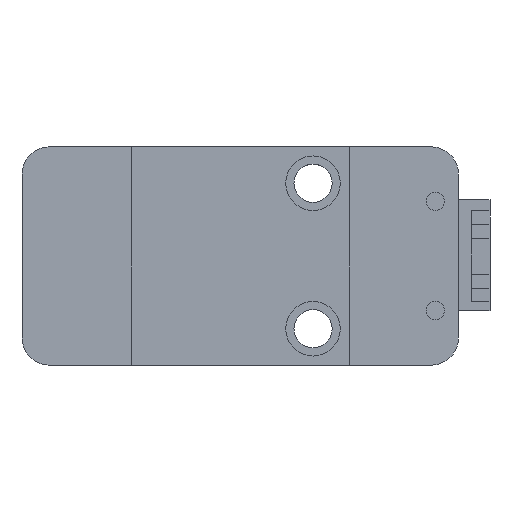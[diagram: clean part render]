
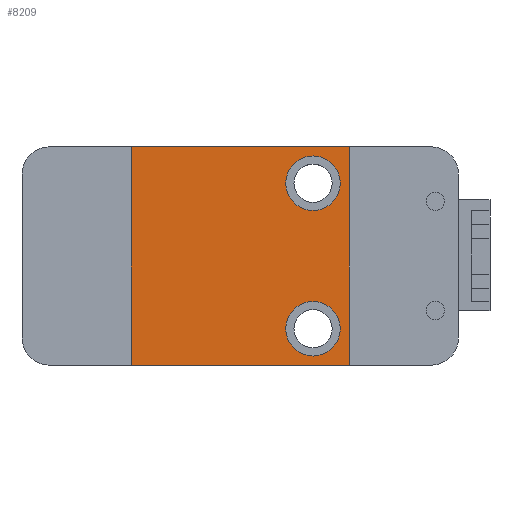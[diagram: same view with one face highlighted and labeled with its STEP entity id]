
A CAD part, top view. The second image highlights one B-rep face of the part: STEP entity #8209.
In plain terms, the highlighted planar face has unit normal (0, 0, 1).
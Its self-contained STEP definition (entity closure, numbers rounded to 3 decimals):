
#36 = DIRECTION ( 'NONE',  ( 1., 0., 0. ) ) ;
#208 = CIRCLE ( 'NONE', #10932, 3. ) ;
#241 = LINE ( 'NONE', #5123, #2673 ) ;
#267 = PLANE ( 'NONE',  #2072 ) ;
#303 = CARTESIAN_POINT ( 'NONE',  ( 11.801, 13.093, 51.035 ) ) ;
#448 = VERTEX_POINT ( 'NONE', #4992 ) ;
#1013 = ORIENTED_EDGE ( 'NONE', *, *, #6034, .T. ) ;
#1344 = DIRECTION ( 'NONE',  ( 0., 0., 1. ) ) ;
#1414 = ORIENTED_EDGE ( 'NONE', *, *, #2304, .T. ) ;
#1626 = EDGE_LOOP ( 'NONE', ( #6261, #9187 ) ) ;
#1783 = VECTOR ( 'NONE', #12800, 1000. ) ;
#2072 = AXIS2_PLACEMENT_3D ( 'NONE', #7436, #1344, #8479 ) ;
#2077 = DIRECTION ( 'NONE',  ( 0., -1., 0. ) ) ;
#2266 = CARTESIAN_POINT ( 'NONE',  ( 11.801, 13.093, 51.035 ) ) ;
#2304 = EDGE_CURVE ( 'NONE', #6711, #2436, #5636, .T. ) ;
#2436 = VERTEX_POINT ( 'NONE', #11745 ) ;
#2673 = VECTOR ( 'NONE', #2077, 1000. ) ;
#2951 = VECTOR ( 'NONE', #7070, 1000. ) ;
#4005 = CARTESIAN_POINT ( 'NONE',  ( 4.801, 9.093, 51.035 ) ) ;
#4593 = CARTESIAN_POINT ( 'NONE',  ( -12.199, -10.907, 51.035 ) ) ;
#4852 = CARTESIAN_POINT ( 'NONE',  ( 7.801, -6.907, 51.035 ) ) ;
#4992 = CARTESIAN_POINT ( 'NONE',  ( -12.199, 13.093, 51.035 ) ) ;
#5123 = CARTESIAN_POINT ( 'NONE',  ( -12.199, 13.093, 51.035 ) ) ;
#5359 = FACE_BOUND ( 'NONE', #1626, .T. ) ;
#5502 = AXIS2_PLACEMENT_3D ( 'NONE', #12045, #5934, #13074 ) ;
#5600 = CARTESIAN_POINT ( 'NONE',  ( 7.801, 9.093, 51.035 ) ) ;
#5636 = LINE ( 'NONE', #12175, #2951 ) ;
#5663 = VECTOR ( 'NONE', #7592, 1000. ) ;
#5890 = DIRECTION ( 'NONE',  ( 1., 0., 0. ) ) ;
#5934 = DIRECTION ( 'NONE',  ( 0., 0., 1. ) ) ;
#6034 = EDGE_CURVE ( 'NONE', #7357, #448, #7198, .T. ) ;
#6170 = DIRECTION ( 'NONE',  ( 0., 0., 1. ) ) ;
#6180 = AXIS2_PLACEMENT_3D ( 'NONE', #4852, #11997, #5890 ) ;
#6261 = ORIENTED_EDGE ( 'NONE', *, *, #11147, .F. ) ;
#6626 = DIRECTION ( 'NONE',  ( 1., 0., 0. ) ) ;
#6711 = VERTEX_POINT ( 'NONE', #4593 ) ;
#6959 = ORIENTED_EDGE ( 'NONE', *, *, #12998, .T. ) ;
#7070 = DIRECTION ( 'NONE',  ( 1., 0., 0. ) ) ;
#7198 = LINE ( 'NONE', #8738, #1783 ) ;
#7357 = VERTEX_POINT ( 'NONE', #2266 ) ;
#7436 = CARTESIAN_POINT ( 'NONE',  ( -0.199, 1.093, 51.035 ) ) ;
#7592 = DIRECTION ( 'NONE',  ( 0., 1., 0. ) ) ;
#7652 = EDGE_LOOP ( 'NONE', ( #12278, #8964 ) ) ;
#7669 = CIRCLE ( 'NONE', #6180, 3. ) ;
#7692 = VERTEX_POINT ( 'NONE', #4005 ) ;
#8041 = VERTEX_POINT ( 'NONE', #10300 ) ;
#8200 = ORIENTED_EDGE ( 'NONE', *, *, #9481, .T. ) ;
#8209 = ADVANCED_FACE ( 'NONE', ( #13205, #5359, #10820 ), #267, .T. ) ;
#8479 = DIRECTION ( 'NONE',  ( 1., 0., 0. ) ) ;
#8607 = EDGE_CURVE ( 'NONE', #8041, #11370, #11903, .T. ) ;
#8738 = CARTESIAN_POINT ( 'NONE',  ( -12.199, 13.093, 51.035 ) ) ;
#8964 = ORIENTED_EDGE ( 'NONE', *, *, #8607, .F. ) ;
#9110 = AXIS2_PLACEMENT_3D ( 'NONE', #12280, #6170, #36 ) ;
#9187 = ORIENTED_EDGE ( 'NONE', *, *, #13006, .F. ) ;
#9481 = EDGE_CURVE ( 'NONE', #448, #6711, #241, .T. ) ;
#10066 = VERTEX_POINT ( 'NONE', #10603 ) ;
#10300 = CARTESIAN_POINT ( 'NONE',  ( 10.801, -6.907, 51.035 ) ) ;
#10390 = CIRCLE ( 'NONE', #5502, 3. ) ;
#10603 = CARTESIAN_POINT ( 'NONE',  ( 10.801, 9.093, 51.035 ) ) ;
#10820 = FACE_OUTER_BOUND ( 'NONE', #12933, .T. ) ;
#10932 = AXIS2_PLACEMENT_3D ( 'NONE', #5600, #12736, #6626 ) ;
#11105 = LINE ( 'NONE', #303, #5663 ) ;
#11113 = EDGE_CURVE ( 'NONE', #11370, #8041, #7669, .T. ) ;
#11147 = EDGE_CURVE ( 'NONE', #7692, #10066, #10390, .T. ) ;
#11302 = CARTESIAN_POINT ( 'NONE',  ( 4.801, -6.907, 51.035 ) ) ;
#11370 = VERTEX_POINT ( 'NONE', #11302 ) ;
#11745 = CARTESIAN_POINT ( 'NONE',  ( 11.801, -10.907, 51.035 ) ) ;
#11903 = CIRCLE ( 'NONE', #9110, 3. ) ;
#11997 = DIRECTION ( 'NONE',  ( 0., 0., 1. ) ) ;
#12045 = CARTESIAN_POINT ( 'NONE',  ( 7.801, 9.093, 51.035 ) ) ;
#12175 = CARTESIAN_POINT ( 'NONE',  ( -12.199, -10.907, 51.035 ) ) ;
#12278 = ORIENTED_EDGE ( 'NONE', *, *, #11113, .F. ) ;
#12280 = CARTESIAN_POINT ( 'NONE',  ( 7.801, -6.907, 51.035 ) ) ;
#12736 = DIRECTION ( 'NONE',  ( 0., 0., 1. ) ) ;
#12800 = DIRECTION ( 'NONE',  ( -1., 0., 0. ) ) ;
#12933 = EDGE_LOOP ( 'NONE', ( #8200, #1414, #6959, #1013 ) ) ;
#12998 = EDGE_CURVE ( 'NONE', #2436, #7357, #11105, .T. ) ;
#13006 = EDGE_CURVE ( 'NONE', #10066, #7692, #208, .T. ) ;
#13074 = DIRECTION ( 'NONE',  ( 1., 0., 0. ) ) ;
#13205 = FACE_BOUND ( 'NONE', #7652, .T. ) ;
